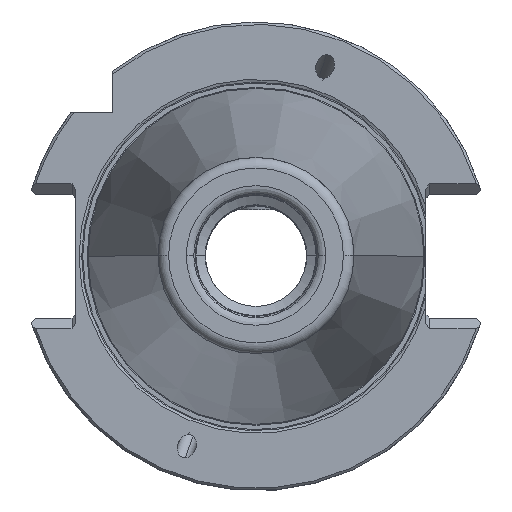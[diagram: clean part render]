
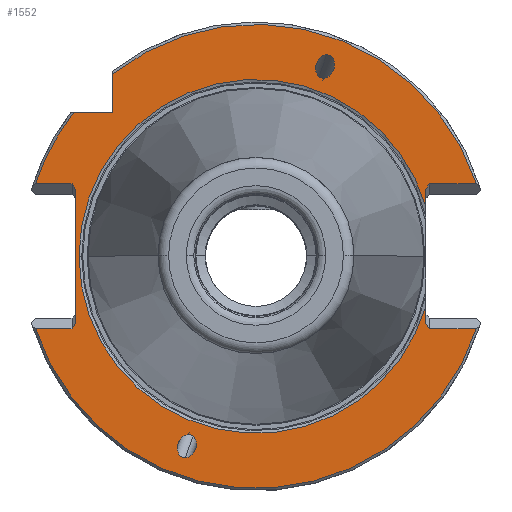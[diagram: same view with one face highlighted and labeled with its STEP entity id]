
A CAD part, top view. The second image highlights one B-rep face of the part: STEP entity #1552.
In plain terms, the highlighted planar face has unit normal (0, 0, 1).
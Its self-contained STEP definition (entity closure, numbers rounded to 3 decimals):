
#1212=EDGE_CURVE('NONE',#3070,#1456,#3480,.T.);
#1340=VERTEX_POINT('NONE',#3619);
#1380=VERTEX_POINT('NONE',#3664);
#1394=VERTEX_POINT('NONE',#3681);
#1436=VERTEX_POINT('NONE',#3728);
#1448=EDGE_CURVE('NONE',#2376,#1380,#3741,.T.);
#1456=VERTEX_POINT('NONE',#3752);
#1486=VERTEX_POINT('NONE',#3787);
#1534=EDGE_CURVE('NONE',#1486,#2854,#3839,.T.);
#1552=ADVANCED_FACE('NONE',(#3857,#3858,#3859),#3860,.F.);
#1640=EDGE_CURVE('NONE',#2376,#2658,#3960,.T.);
#1666=EDGE_CURVE('NONE',#1720,#1980,#3993,.T.);
#1692=EDGE_CURVE('NONE',#2908,#1980,#4023,.T.);
#1720=VERTEX_POINT('NONE',#4057);
#1818=VERTEX_POINT('NONE',#4169);
#1826=EDGE_CURVE('NONE',#1960,#2602,#4177,.T.);
#1836=VERTEX_POINT('NONE',#4189);
#1956=EDGE_CURVE('NONE',#2602,#1960,#4321,.T.);
#1960=VERTEX_POINT('NONE',#4325);
#1976=VERTEX_POINT('NONE',#4341);
#1980=VERTEX_POINT('NONE',#4346);
#2024=EDGE_CURVE('NONE',#1720,#1486,#4397,.T.);
#2066=EDGE_CURVE('NONE',#2854,#2922,#4441,.T.);
#2098=EDGE_CURVE('NONE',#1836,#1436,#4477,.T.);
#2104=EDGE_CURVE('NONE',#2658,#2612,#4484,.T.);
#2330=EDGE_CURVE('NONE',#1818,#1976,#4735,.T.);
#2332=EDGE_CURVE('NONE',#2612,#1456,#4737,.T.);
#2376=VERTEX_POINT('NONE',#4784);
#2490=VERTEX_POINT('NONE',#4916);
#2512=VERTEX_POINT('NONE',#4938);
#2602=VERTEX_POINT('NONE',#5039);
#2612=VERTEX_POINT('NONE',#5049);
#2646=EDGE_CURVE('NONE',#1394,#1340,#5086,.T.);
#2658=VERTEX_POINT('NONE',#5100);
#2692=EDGE_CURVE('NONE',#1976,#2490,#5136,.T.);
#2854=VERTEX_POINT('NONE',#5313);
#2868=EDGE_CURVE('NONE',#1340,#1394,#5327,.T.);
#2908=VERTEX_POINT('NONE',#5369);
#2922=VERTEX_POINT('NONE',#5384);
#3020=EDGE_CURVE('NONE',#1836,#2490,#5497,.T.);
#3036=EDGE_CURVE('NONE',#2512,#3070,#5517,.T.);
#3066=EDGE_CURVE('NONE',#1380,#2922,#5551,.T.);
#3070=VERTEX_POINT('NONE',#5555);
#3108=EDGE_CURVE('NONE',#2512,#1436,#5594,.T.);
#3364=EDGE_CURVE('NONE',#1818,#2908,#5878,.T.);
#3480=CIRCLE('',#6023,48.225);
#3619=CARTESIAN_POINT('',(-14.702,-41.887,-1.5));
#3664=CARTESIAN_POINT('',(-36.786,0.,-1.5));
#3681=CARTESIAN_POINT('',(-14.027,-37.047,-1.5));
#3728=CARTESIAN_POINT('',(-37.5,-13.989,-1.5));
#3741=CIRCLE('',#6443,36.786);
#3752=CARTESIAN_POINT('',(45.816,-15.05,-1.5));
#3787=CARTESIAN_POINT('',(36.05,15.05,-1.5));
#3839=LINE('',#6575,#6576);
#3857=FACE_OUTER_BOUND('',#6619,.T.);
#3858=FACE_BOUND('',#6620,.T.);
#3859=FACE_BOUND('',#6621,.T.);
#3860=PLANE('',#6622);
#3960=LINE('',#6785,#6786);
#3993=CIRCLE('',#6825,48.225);
#4023=LINE('',#6894,#6895);
#4057=CARTESIAN_POINT('',(45.816,15.05,-1.5));
#4169=CARTESIAN_POINT('',(-37.876,29.85,-1.5));
#4177=(B_SPLINE_CURVE(3,(#7166,#7167,#7168,#7169),.UNSPECIFIED.,.F.,.F.)B_SPLINE_CURVE_WITH_KNOTS((4,4),(0.272,3.414),.UNSPECIFIED.)RATIONAL_B_SPLINE_CURVE((1.0,0.333,0.333,1.0))BOUNDED_CURVE()REPRESENTATION_ITEM('')GEOMETRIC_REPRESENTATION_ITEM()CURVE());
#4189=CARTESIAN_POINT('',(-37.5,13.989,-1.5));
#4321=(B_SPLINE_CURVE(3,(#7376,#7377,#7378,#7379),.UNSPECIFIED.,.F.,.F.)B_SPLINE_CURVE_WITH_KNOTS((4,4),(3.414,6.555),.UNSPECIFIED.)RATIONAL_B_SPLINE_CURVE((1.0,0.333,0.333,1.0))BOUNDED_CURVE()REPRESENTATION_ITEM('')GEOMETRIC_REPRESENTATION_ITEM()CURVE());
#4325=CARTESIAN_POINT('',(14.702,41.887,-1.5));
#4341=CARTESIAN_POINT('',(-45.816,15.05,-1.5));
#4346=CARTESIAN_POINT('',(-29.85,37.876,-1.5));
#4397=LINE('',#7507,#7508);
#4441=LINE('',#7589,#7590);
#4477=LINE('',#7666,#7667);
#4484=LINE('',#7676,#7677);
#4735=CIRCLE('',#8060,48.225);
#4737=LINE('',#8063,#8064);
#4784=CARTESIAN_POINT('',(35.3,-10.348,-1.5));
#4916=CARTESIAN_POINT('',(-38.25,15.05,-1.5));
#4938=CARTESIAN_POINT('',(-38.25,-15.05,-1.5));
#5039=CARTESIAN_POINT('',(14.027,37.047,-1.5));
#5049=CARTESIAN_POINT('',(36.05,-15.05,-1.5));
#5086=(B_SPLINE_CURVE(3,(#8675,#8676,#8677,#8678),.UNSPECIFIED.,.F.,.F.)B_SPLINE_CURVE_WITH_KNOTS((4,4),(3.414,6.555),.UNSPECIFIED.)RATIONAL_B_SPLINE_CURVE((1.0,0.333,0.333,1.0))BOUNDED_CURVE()REPRESENTATION_ITEM('')GEOMETRIC_REPRESENTATION_ITEM()CURVE());
#5100=CARTESIAN_POINT('',(35.3,-13.989,-1.5));
#5136=LINE('',#8755,#8756);
#5313=CARTESIAN_POINT('',(35.3,13.989,-1.5));
#5327=(B_SPLINE_CURVE(3,(#9075,#9076,#9077,#9078),.UNSPECIFIED.,.F.,.F.)B_SPLINE_CURVE_WITH_KNOTS((4,4),(0.272,3.414),.UNSPECIFIED.)RATIONAL_B_SPLINE_CURVE((1.0,0.333,0.333,1.0))BOUNDED_CURVE()REPRESENTATION_ITEM('')GEOMETRIC_REPRESENTATION_ITEM()CURVE());
#5369=CARTESIAN_POINT('',(-29.85,29.85,-1.5));
#5384=CARTESIAN_POINT('',(35.3,10.348,-1.5));
#5497=LINE('',#9351,#9352);
#5517=LINE('',#9377,#9378);
#5551=CIRCLE('',#9436,36.786);
#5555=CARTESIAN_POINT('',(-45.816,-15.05,-1.5));
#5594=LINE('',#9549,#9550);
#5878=LINE('',#9957,#9958);
#6023=AXIS2_PLACEMENT_3D('',#10074,#10075,#10076);
#6443=AXIS2_PLACEMENT_3D('',#10359,#10360,#10361);
#6575=CARTESIAN_POINT('',(35.013,13.583,-1.5));
#6576=VECTOR('',#10482,1000.0);
#6619=EDGE_LOOP('',(#10486,#10487,#10488,#10489,#10490,#10491,#10492,#10493,#10494,#10495,#10496,#10497,#10498,#10499,#10500,#10501,#10502,#10503));
#6620=EDGE_LOOP('',(#10504,#10505));
#6621=EDGE_LOOP('',(#10506,#10507));
#6622=AXIS2_PLACEMENT_3D('',#10508,#10509,#10510);
#6785=CARTESIAN_POINT('',(35.3,0.,-1.5));
#6786=VECTOR('',#10625,1000.0);
#6825=AXIS2_PLACEMENT_3D('',#10688,#10689,#10690);
#6894=CARTESIAN_POINT('',(-29.85,29.85,-1.5));
#6895=VECTOR('',#10724,1000.0);
#7166=CARTESIAN_POINT('',(14.702,41.887,-1.5));
#7167=CARTESIAN_POINT('',(10.807,41.887,-1.5));
#7168=CARTESIAN_POINT('',(10.132,37.047,-1.5));
#7169=CARTESIAN_POINT('',(14.027,37.047,-1.5));
#7376=CARTESIAN_POINT('',(14.027,37.047,-1.5));
#7377=CARTESIAN_POINT('',(17.923,37.047,-1.5));
#7378=CARTESIAN_POINT('',(18.598,41.887,-1.5));
#7379=CARTESIAN_POINT('',(14.702,41.887,-1.5));
#7507=CARTESIAN_POINT('',(62.5,15.05,-1.5));
#7508=VECTOR('',#11223,1000.0);
#7589=CARTESIAN_POINT('',(35.3,0.,-1.5));
#7590=VECTOR('',#11252,1000.0);
#7666=CARTESIAN_POINT('',(-37.5,0.,-1.5));
#7667=VECTOR('',#11293,1000.0);
#7676=CARTESIAN_POINT('',(35.013,-13.583,-1.5));
#7677=VECTOR('',#11305,1000.0);
#8060=AXIS2_PLACEMENT_3D('',#11620,#11621,#11622);
#8063=CARTESIAN_POINT('',(62.5,-15.05,-1.5));
#8064=VECTOR('',#11623,1000.0);
#8675=CARTESIAN_POINT('',(-14.027,-37.047,-1.5));
#8676=CARTESIAN_POINT('',(-17.923,-37.047,-1.5));
#8677=CARTESIAN_POINT('',(-18.598,-41.887,-1.5));
#8678=CARTESIAN_POINT('',(-14.702,-41.887,-1.5));
#8755=CARTESIAN_POINT('',(-63.9,15.05,-1.5));
#8756=VECTOR('',#12067,1000.0);
#9075=CARTESIAN_POINT('',(-14.702,-41.887,-1.5));
#9076=CARTESIAN_POINT('',(-10.807,-41.887,-1.5));
#9077=CARTESIAN_POINT('',(-10.132,-37.047,-1.5));
#9078=CARTESIAN_POINT('',(-14.027,-37.047,-1.5));
#9351=CARTESIAN_POINT('',(-29.995,3.376,-1.5));
#9352=VECTOR('',#12458,1000.0);
#9377=CARTESIAN_POINT('',(-63.9,-15.05,-1.5));
#9378=VECTOR('',#12501,1000.0);
#9436=AXIS2_PLACEMENT_3D('',#12542,#12543,#12544);
#9549=CARTESIAN_POINT('',(-29.995,-3.376,-1.5));
#9550=VECTOR('',#12577,1000.0);
#9957=CARTESIAN_POINT('',(-52.85,29.85,-1.5));
#9958=VECTOR('',#12899,1000.0);
#10074=CARTESIAN_POINT('',(0.0,0.0,-1.5));
#10075=DIRECTION('',(0.0,0.0,1.0));
#10076=DIRECTION('',(1.0,0.,-0.0));
#10359=CARTESIAN_POINT('',(0.0,0.0,-1.5));
#10360=DIRECTION('',(0.0,0.0,-1.0));
#10361=DIRECTION('',(1.0,0.,0.0));
#10482=DIRECTION('',(-0.577,-0.816,0.0));
#10486=ORIENTED_EDGE('',*,*,#2024,.F.);
#10487=ORIENTED_EDGE('',*,*,#1666,.T.);
#10488=ORIENTED_EDGE('',*,*,#1692,.F.);
#10489=ORIENTED_EDGE('',*,*,#3364,.F.);
#10490=ORIENTED_EDGE('',*,*,#2330,.T.);
#10491=ORIENTED_EDGE('',*,*,#2692,.T.);
#10492=ORIENTED_EDGE('',*,*,#3020,.F.);
#10493=ORIENTED_EDGE('',*,*,#2098,.T.);
#10494=ORIENTED_EDGE('',*,*,#3108,.F.);
#10495=ORIENTED_EDGE('',*,*,#3036,.T.);
#10496=ORIENTED_EDGE('',*,*,#1212,.T.);
#10497=ORIENTED_EDGE('',*,*,#2332,.F.);
#10498=ORIENTED_EDGE('',*,*,#2104,.F.);
#10499=ORIENTED_EDGE('',*,*,#1640,.F.);
#10500=ORIENTED_EDGE('',*,*,#1448,.T.);
#10501=ORIENTED_EDGE('',*,*,#3066,.T.);
#10502=ORIENTED_EDGE('',*,*,#2066,.F.);
#10503=ORIENTED_EDGE('',*,*,#1534,.F.);
#10504=ORIENTED_EDGE('',*,*,#2646,.F.);
#10505=ORIENTED_EDGE('',*,*,#2868,.F.);
#10506=ORIENTED_EDGE('',*,*,#1956,.F.);
#10507=ORIENTED_EDGE('',*,*,#1826,.F.);
#10508=CARTESIAN_POINT('',(0.,-50.0,-1.5));
#10509=DIRECTION('',(-0.0,0.0,-1.0));
#10510=DIRECTION('',(0.,-1.0,0.0));
#10625=DIRECTION('',(0.,-1.0,0.0));
#10688=CARTESIAN_POINT('',(0.0,0.0,-1.5));
#10689=DIRECTION('',(0.0,0.0,1.0));
#10690=DIRECTION('',(1.0,0.,-0.0));
#10724=DIRECTION('',(0.,1.0,0.0));
#11223=DIRECTION('',(-1.0,0.,0.0));
#11252=DIRECTION('',(0.,-1.0,0.0));
#11293=DIRECTION('',(0.,-1.0,0.0));
#11305=DIRECTION('',(0.577,-0.816,-0.0));
#11620=CARTESIAN_POINT('',(0.0,0.0,-1.5));
#11621=DIRECTION('',(0.0,0.0,1.0));
#11622=DIRECTION('',(1.0,0.,-0.0));
#11623=DIRECTION('',(1.0,0.,-0.0));
#12067=DIRECTION('',(1.0,0.,-0.0));
#12458=DIRECTION('',(-0.577,0.816,0.0));
#12501=DIRECTION('',(-1.0,0.,0.0));
#12542=CARTESIAN_POINT('',(0.0,0.0,-1.5));
#12543=DIRECTION('',(0.0,0.0,-1.0));
#12544=DIRECTION('',(1.0,0.,0.0));
#12577=DIRECTION('',(0.577,0.816,0.0));
#12899=DIRECTION('',(1.0,0.,0.0));
